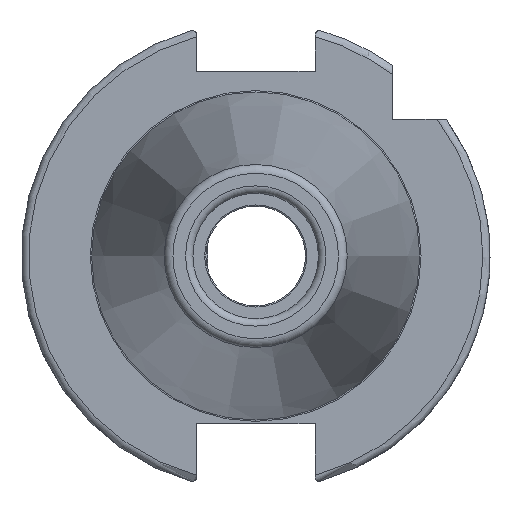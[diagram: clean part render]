
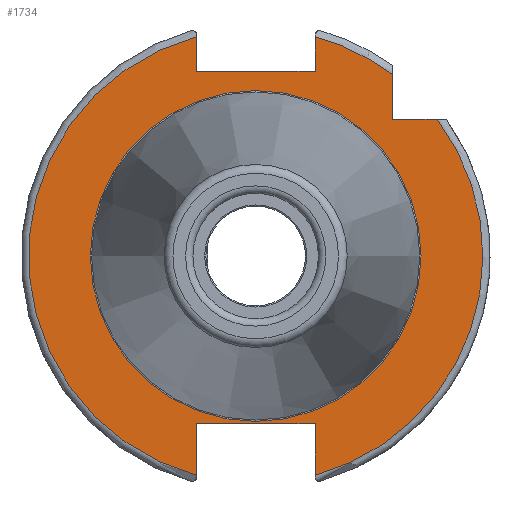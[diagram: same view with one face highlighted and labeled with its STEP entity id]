
A CAD part, left-side view. The second image highlights one B-rep face of the part: STEP entity #1734.
In plain terms, the highlighted planar face has unit normal (-1, 0, 0).
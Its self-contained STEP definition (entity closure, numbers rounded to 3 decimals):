
#73=FACE_BOUND('',#343,.T.);
#101=PLANE('',#1960);
#233=FACE_OUTER_BOUND('',#342,.T.);
#342=EDGE_LOOP('',(#1454,#1455,#1456,#1457,#1458,#1459,#1460,#1461,#1462,
#1463,#1464));
#343=EDGE_LOOP('',(#1465));
#412=LINE('',#2854,#523);
#419=LINE('',#2897,#530);
#441=LINE('',#3137,#552);
#454=LINE('',#3226,#565);
#458=LINE('',#3247,#569);
#460=LINE('',#3250,#571);
#461=LINE('',#3253,#572);
#462=LINE('',#3254,#573);
#523=VECTOR('',#2185,10.);
#530=VECTOR('',#2194,10.);
#552=VECTOR('',#2290,10.);
#565=VECTOR('',#2329,10.);
#569=VECTOR('',#2351,10.);
#571=VECTOR('',#2355,10.);
#572=VECTOR('',#2358,10.);
#573=VECTOR('',#2359,10.);
#646=CIRCLE('',#1901,30.775);
#662=CIRCLE('',#1934,30.775);
#666=CIRCLE('',#1943,30.775);
#671=CIRCLE('',#1961,22.4);
#759=VERTEX_POINT('',#2852);
#760=VERTEX_POINT('',#2853);
#769=VERTEX_POINT('',#2896);
#778=VERTEX_POINT('',#2938);
#805=VERTEX_POINT('',#3086);
#806=VERTEX_POINT('',#3093);
#815=VERTEX_POINT('',#3135);
#822=VERTEX_POINT('',#3185);
#830=VERTEX_POINT('',#3225);
#835=VERTEX_POINT('',#3246);
#836=VERTEX_POINT('',#3252);
#837=VERTEX_POINT('',#3255);
#945=EDGE_CURVE('',#759,#760,#412,.T.);
#956=EDGE_CURVE('',#769,#759,#419,.T.);
#966=EDGE_CURVE('',#769,#778,#646,.T.);
#1010=EDGE_CURVE('',#805,#806,#662,.T.);
#1022=EDGE_CURVE('',#805,#815,#441,.T.);
#1033=EDGE_CURVE('',#822,#760,#666,.T.);
#1047=EDGE_CURVE('',#830,#806,#454,.T.);
#1056=EDGE_CURVE('',#835,#778,#458,.T.);
#1058=EDGE_CURVE('',#815,#835,#460,.T.);
#1059=EDGE_CURVE('',#822,#836,#461,.T.);
#1060=EDGE_CURVE('',#836,#830,#462,.T.);
#1061=EDGE_CURVE('',#837,#837,#671,.T.);
#1454=ORIENTED_EDGE('',*,*,#945,.T.);
#1455=ORIENTED_EDGE('',*,*,#1033,.F.);
#1456=ORIENTED_EDGE('',*,*,#1059,.T.);
#1457=ORIENTED_EDGE('',*,*,#1060,.T.);
#1458=ORIENTED_EDGE('',*,*,#1047,.T.);
#1459=ORIENTED_EDGE('',*,*,#1010,.F.);
#1460=ORIENTED_EDGE('',*,*,#1022,.T.);
#1461=ORIENTED_EDGE('',*,*,#1058,.T.);
#1462=ORIENTED_EDGE('',*,*,#1056,.T.);
#1463=ORIENTED_EDGE('',*,*,#966,.F.);
#1464=ORIENTED_EDGE('',*,*,#956,.T.);
#1465=ORIENTED_EDGE('',*,*,#1061,.T.);
#1734=ADVANCED_FACE('',(#233,#73),#101,.T.);
#1901=AXIS2_PLACEMENT_3D('',#2939,#2202,#2203);
#1934=AXIS2_PLACEMENT_3D('',#3094,#2279,#2280);
#1943=AXIS2_PLACEMENT_3D('',#3192,#2305,#2306);
#1960=AXIS2_PLACEMENT_3D('',#3251,#2356,#2357);
#1961=AXIS2_PLACEMENT_3D('',#3256,#2360,#2361);
#2185=DIRECTION('',(0.,0.,1.));
#2194=DIRECTION('',(0.,1.,0.));
#2202=DIRECTION('center_axis',(1.,0.,0.));
#2203=DIRECTION('ref_axis',(0.,0.,-1.));
#2279=DIRECTION('center_axis',(1.,0.,0.));
#2280=DIRECTION('ref_axis',(0.,0.,-1.));
#2290=DIRECTION('',(0.,0.,1.));
#2305=DIRECTION('center_axis',(1.,0.,0.));
#2306=DIRECTION('ref_axis',(0.,0.,-1.));
#2329=DIRECTION('',(0.,0.,1.));
#2351=DIRECTION('',(0.,0.,-1.));
#2355=DIRECTION('',(0.,-1.,0.));
#2356=DIRECTION('center_axis',(-1.,0.,0.));
#2357=DIRECTION('ref_axis',(0.,0.,1.));
#2358=DIRECTION('',(0.,0.,-1.));
#2359=DIRECTION('',(0.,1.,0.));
#2360=DIRECTION('center_axis',(1.,0.,0.));
#2361=DIRECTION('ref_axis',(0.,0.,-1.));
#2852=CARTESIAN_POINT('',(3.2,-18.5,18.5));
#2853=CARTESIAN_POINT('',(3.2,-18.5,24.594));
#2854=CARTESIAN_POINT('',(3.2,-18.5,14.25));
#2896=CARTESIAN_POINT('',(3.2,-24.594,18.5));
#2897=CARTESIAN_POINT('',(3.2,6.138,18.5));
#2938=CARTESIAN_POINT('',(3.2,-8.05,-29.704));
#2939=CARTESIAN_POINT('Origin',(3.2,0.,0.));
#3086=CARTESIAN_POINT('',(3.2,8.05,-29.704));
#3093=CARTESIAN_POINT('',(3.2,8.05,29.704));
#3094=CARTESIAN_POINT('Origin',(3.2,0.,0.));
#3135=CARTESIAN_POINT('',(3.2,8.05,-22.7));
#3137=CARTESIAN_POINT('',(3.2,8.05,-11.35));
#3185=CARTESIAN_POINT('',(3.2,-8.05,29.704));
#3192=CARTESIAN_POINT('Origin',(3.2,0.,0.));
#3225=CARTESIAN_POINT('',(3.2,8.05,25.));
#3226=CARTESIAN_POINT('',(3.2,8.05,12.5));
#3246=CARTESIAN_POINT('',(3.2,-8.05,-22.7));
#3247=CARTESIAN_POINT('',(3.2,-8.05,-11.35));
#3250=CARTESIAN_POINT('',(3.2,15.388,-22.7));
#3251=CARTESIAN_POINT('Origin',(3.2,30.775,0.));
#3252=CARTESIAN_POINT('',(3.2,-8.05,25.));
#3253=CARTESIAN_POINT('',(3.2,-8.05,12.5));
#3254=CARTESIAN_POINT('',(3.2,15.388,25.));
#3255=CARTESIAN_POINT('',(3.2,0.,22.4));
#3256=CARTESIAN_POINT('Origin',(3.2,0.,0.));
